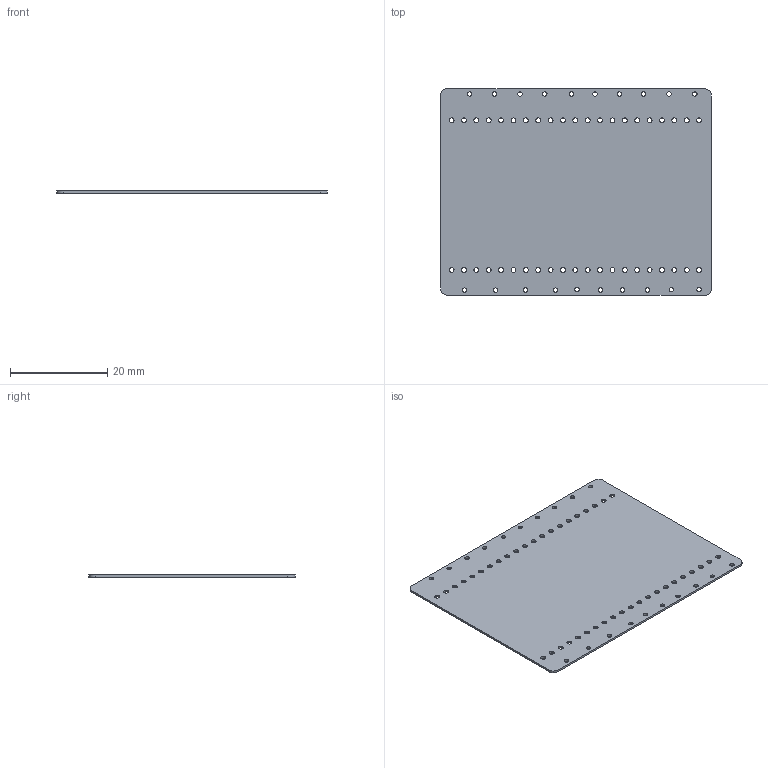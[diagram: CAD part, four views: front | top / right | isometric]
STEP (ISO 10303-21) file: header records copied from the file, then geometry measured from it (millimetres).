
FILE_DESCRIPTION(('Open CASCADE Model'),'2;1');
FILE_NAME('Open CASCADE Shape Model','2018-05-24T22:02:25',('Author'),( 'Open CASCADE'),'Open CASCADE STEP processor 6.8','Open CASCADE 6.8' ,'Unknown');
FILE_SCHEMA(('AUTOMOTIVE_DESIGN { 1 0 10303 214 1 1 1 1 }'));
Length unit declared in the file: millimetre
Products named in the file (2): PCB; Board
Assembly tree (1 placements, depth 2):
  PCB
    Board
Bounding box: 55.6 x 42.4 x 0.41 mm (x, y, z)
Volume: 950.6 mm3; surface area: 4777.7 mm2
Topology: 1 solids, 1 shells, 72 faces, 210 edges, 140 vertices
Faces by surface type: cylinder 66, plane 6
Full cylindrical faces by diameter (mm): 0.9 x20, 1 x42
Entity records: 2753 total; most frequent: DIRECTION 490, CARTESIAN_POINT 424, ORIENTED_EDGE 420, EDGE_CURVE 210, AXIS2_PLACEMENT_3D 206, FACE_BOUND 196, EDGE_LOOP 196, VERTEX_POINT 140
